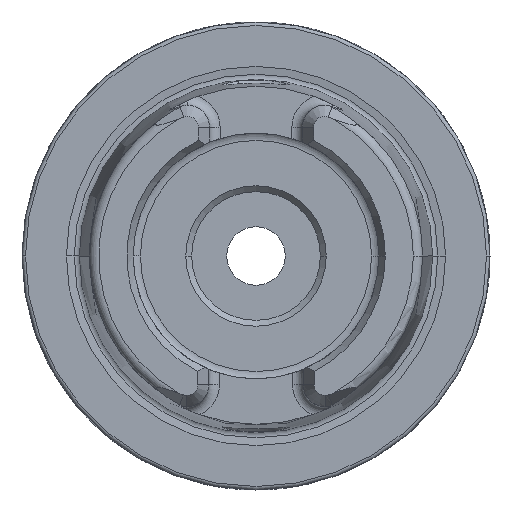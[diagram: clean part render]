
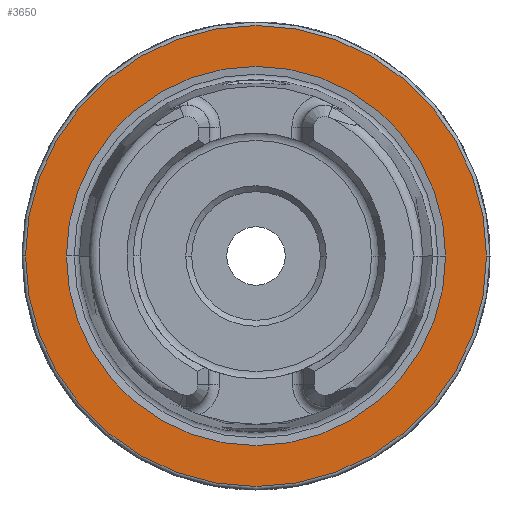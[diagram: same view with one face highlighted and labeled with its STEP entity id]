
A CAD part, left-side view. The second image highlights one B-rep face of the part: STEP entity #3650.
In plain terms, the highlighted planar face has unit normal (-1, 0, 0).
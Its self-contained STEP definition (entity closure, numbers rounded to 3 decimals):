
#4 = DIRECTION ( 'NONE',  ( -1., 0., 0. ) ) ;
#92 = EDGE_CURVE ( 'NONE', #1616, #3728, #700, .T. ) ;
#105 = VERTEX_POINT ( 'NONE', #368 ) ;
#368 = CARTESIAN_POINT ( 'NONE',  ( 0., -16.207, 0. ) ) ;
#681 = FACE_BOUND ( 'NONE', #1660, .T. ) ;
#700 = CIRCLE ( 'NONE', #836, 19.7 ) ;
#730 = CARTESIAN_POINT ( 'NONE',  ( 0., -19.7, 0. ) ) ;
#836 = AXIS2_PLACEMENT_3D ( 'NONE', #7262, #8048, #4493 ) ;
#946 = AXIS2_PLACEMENT_3D ( 'NONE', #1887, #4, #7828 ) ;
#1201 = AXIS2_PLACEMENT_3D ( 'NONE', #2845, #5297, #4679 ) ;
#1204 = ORIENTED_EDGE ( 'NONE', *, *, #5890, .F. ) ;
#1616 = VERTEX_POINT ( 'NONE', #2068 ) ;
#1660 = EDGE_LOOP ( 'NONE', ( #1204, #7276 ) ) ;
#1831 = DIRECTION ( 'NONE',  ( 0., -1., 0. ) ) ;
#1887 = CARTESIAN_POINT ( 'NONE',  ( 0., 0., 0. ) ) ;
#1962 = EDGE_CURVE ( 'NONE', #6877, #105, #7521, .T. ) ;
#1985 = DIRECTION ( 'NONE',  ( 0., 1., 0. ) ) ;
#2068 = CARTESIAN_POINT ( 'NONE',  ( 0., 19.7, 0. ) ) ;
#2401 = CIRCLE ( 'NONE', #1201, 19.7 ) ;
#2570 = PLANE ( 'NONE',  #3204 ) ;
#2845 = CARTESIAN_POINT ( 'NONE',  ( 0., 0., 0. ) ) ;
#3106 = CARTESIAN_POINT ( 'NONE',  ( 0., 16.207, 0. ) ) ;
#3145 = EDGE_CURVE ( 'NONE', #3728, #1616, #2401, .T. ) ;
#3204 = AXIS2_PLACEMENT_3D ( 'NONE', #7652, #5768, #1985 ) ;
#3236 = FACE_OUTER_BOUND ( 'NONE', #6019, .T. ) ;
#3650 = ADVANCED_FACE ( 'NONE', ( #681, #3236 ), #2570, .F. ) ;
#3728 = VERTEX_POINT ( 'NONE', #730 ) ;
#4493 = DIRECTION ( 'NONE',  ( 0., -1., 0. ) ) ;
#4679 = DIRECTION ( 'NONE',  ( 0., -1., 0. ) ) ;
#5126 = AXIS2_PLACEMENT_3D ( 'NONE', #5409, #6160, #1831 ) ;
#5297 = DIRECTION ( 'NONE',  ( -1., 0., 0. ) ) ;
#5409 = CARTESIAN_POINT ( 'NONE',  ( 0., 0., 0. ) ) ;
#5768 = DIRECTION ( 'NONE',  ( 1., 0., 0. ) ) ;
#5890 = EDGE_CURVE ( 'NONE', #105, #6877, #7483, .T. ) ;
#6019 = EDGE_LOOP ( 'NONE', ( #7300, #8103 ) ) ;
#6160 = DIRECTION ( 'NONE',  ( -1., 0., 0. ) ) ;
#6877 = VERTEX_POINT ( 'NONE', #3106 ) ;
#7262 = CARTESIAN_POINT ( 'NONE',  ( 0., 0., 0. ) ) ;
#7276 = ORIENTED_EDGE ( 'NONE', *, *, #1962, .F. ) ;
#7300 = ORIENTED_EDGE ( 'NONE', *, *, #3145, .T. ) ;
#7483 = CIRCLE ( 'NONE', #946, 16.207 ) ;
#7521 = CIRCLE ( 'NONE', #5126, 16.207 ) ;
#7652 = CARTESIAN_POINT ( 'NONE',  ( 0., 19.7, 0. ) ) ;
#7828 = DIRECTION ( 'NONE',  ( 0., -1., 0. ) ) ;
#8048 = DIRECTION ( 'NONE',  ( -1., 0., 0. ) ) ;
#8103 = ORIENTED_EDGE ( 'NONE', *, *, #92, .T. ) ;
